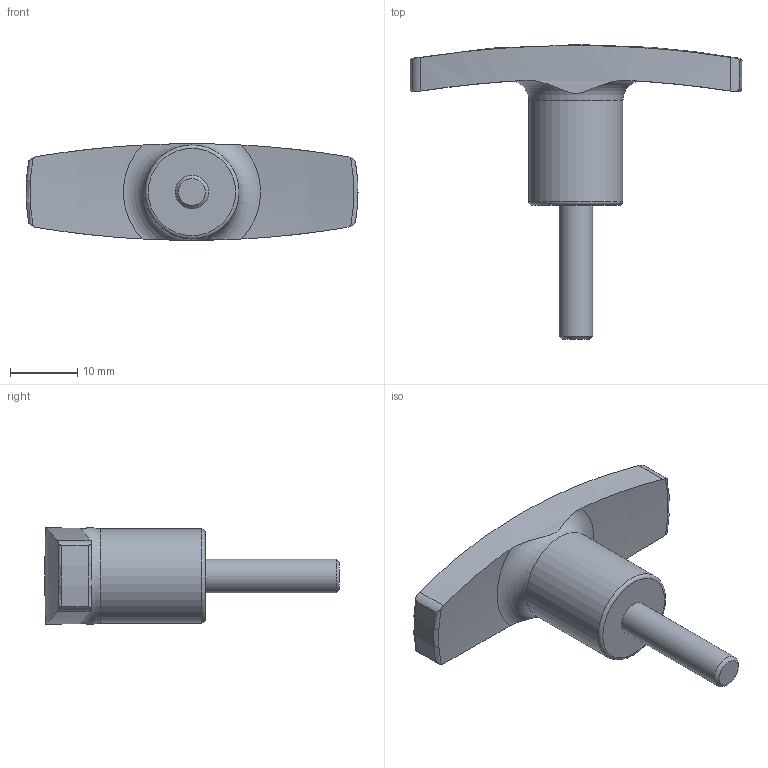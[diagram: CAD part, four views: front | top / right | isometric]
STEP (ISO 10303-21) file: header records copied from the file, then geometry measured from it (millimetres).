
FILE_DESCRIPTION( ( 'STEP AP214' ), '1' );
FILE_NAME( 'K0180.25005X20.stp', '2020-11-26T11:27:38', ( '' ), ( '' ), ' ', 'PARTsolutions', ' ' );
FILE_SCHEMA( ( 'AUTOMOTIVE_DESIGN { 1 0 10303 214 1 1 1 1 }' ) );
Length unit declared in the file: millimetre
Products named in the file (1): _K0180.25005X20
Bounding box: 49.43 x 43.91 x 14.38 mm (x, y, z)
Volume: 6548.5 mm3; surface area: 2935.6 mm2
Topology: 1 solids, 1 shells, 22 faces, 57 edges, 37 vertices
Faces by surface type: cylinder 10, torus 6, sphere 3, plane 2, cone 1
Full cylindrical faces by diameter (mm): 5 x1, 14 x1
Entity records: 960 total; most frequent: CARTESIAN_POINT 302, ORIENTED_EDGE 96, DIRECTION 86, EDGE_CURVE 48, AXIS2_PLACEMENT_3D 39, VERTEX_POINT 35, EDGE_LOOP 28, FACE_OUTER_BOUND 26
